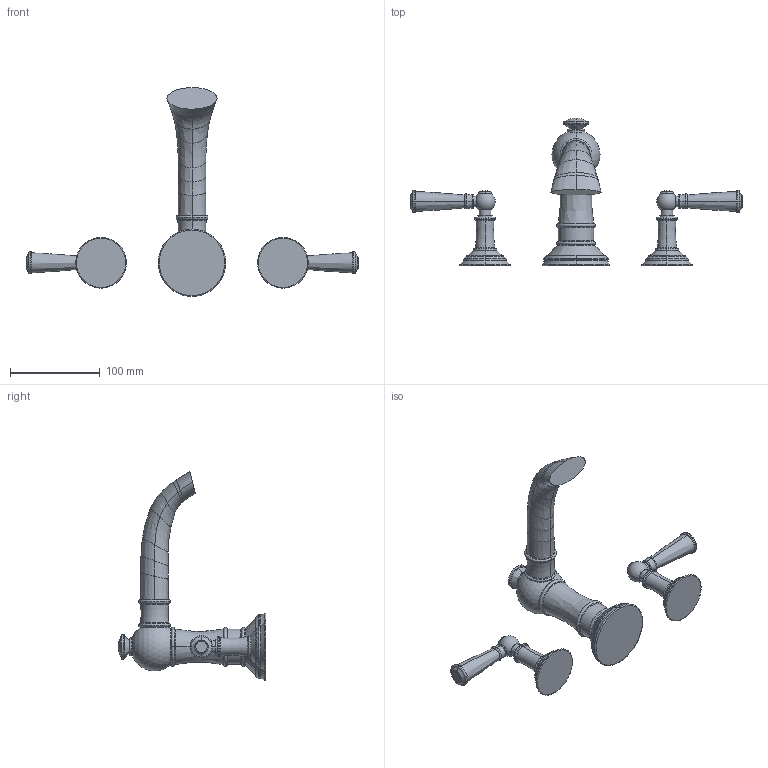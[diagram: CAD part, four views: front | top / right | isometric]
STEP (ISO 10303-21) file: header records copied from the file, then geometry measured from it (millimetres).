
FILE_DESCRIPTION((''),'2;1');
FILE_NAME('3-2416','2021-03-12T14:38:02',('jinson.thomas'),(''),'CREO PARAMETRIC BY PTC INC, 2018400','CREO PARAMETRIC BY PTC INC, 2018400','');
FILE_SCHEMA(('CONFIG_CONTROL_DESIGN'));
Length unit declared in the file: inch
Products named in the file (1): 3-2416
Bounding box: 370.84 x 164.96 x 233.35 mm (x, y, z)
Volume: 515317 mm3; surface area: 78596.1 mm2
Topology: 3 solids, 3 shells, 258 faces, 523 edges, 285 vertices
Faces by surface type: torus 134, bspline 44, cylinder 32, plane 26, sphere 12, cone 6, revolution 4
Entity records: 8754 total; most frequent: CARTESIAN_POINT 3330, DIRECTION 1286, ORIENTED_EDGE 1034, AXIS2_PLACEMENT_3D 617, EDGE_CURVE 517, CIRCLE 407, VERTEX_POINT 285, EDGE_LOOP 278
